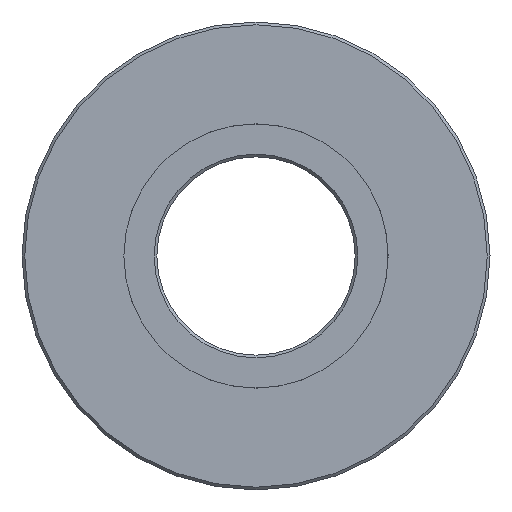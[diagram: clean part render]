
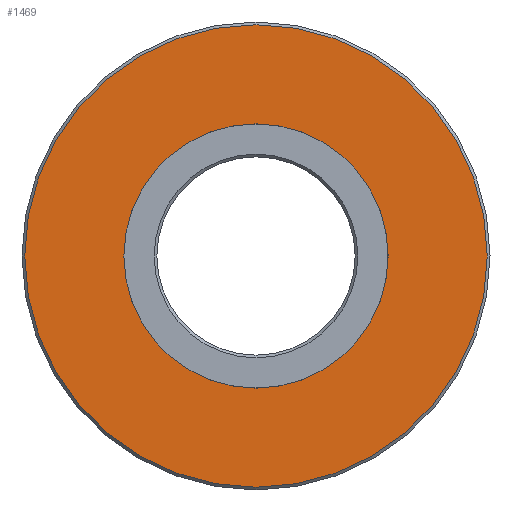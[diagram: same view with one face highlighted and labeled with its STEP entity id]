
A CAD part, left-side view. The second image highlights one B-rep face of the part: STEP entity #1469.
In plain terms, the highlighted planar face has unit normal (-1, 0, 0).
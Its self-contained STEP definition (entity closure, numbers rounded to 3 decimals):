
#278=PLANE($,#1563);
#356=FACE_BOUND($,#473,.T.);
#357=FACE_BOUND($,#474,.T.);
#473=EDGE_LOOP($,(#1041));
#474=EDGE_LOOP($,(#1042));
#590=CIRCLE($,#1562,42.);
#591=CIRCLE($,#1564,24.);
#663=VERTEX_POINT($,#2132);
#664=VERTEX_POINT($,#2135);
#816=EDGE_CURVE($,#663,#663,#590,.T.);
#817=EDGE_CURVE($,#664,#664,#591,.T.);
#1041=ORIENTED_EDGE($,*,*,#817,.T.);
#1042=ORIENTED_EDGE($,*,*,#816,.F.);
#1469=ADVANCED_FACE($,(#356,#357),#278,.T.);
#1562=AXIS2_PLACEMENT_3D($,#2133,#1731,#1732);
#1563=AXIS2_PLACEMENT_3D($,#2134,#1733,#1734);
#1564=AXIS2_PLACEMENT_3D($,#2136,#1735,#1736);
#1731=DIRECTION('center_axis',(1.,0.,0.));
#1732=DIRECTION('ref_axis',(0.,-1.,0.));
#1733=DIRECTION('center_axis',(-1.,0.,0.));
#1734=DIRECTION('ref_axis',(0.,0.,1.));
#1735=DIRECTION('center_axis',(1.,0.,0.));
#1736=DIRECTION('ref_axis',(0.,1.,0.));
#2132=CARTESIAN_POINT('',(0.,42.,0.));
#2133=CARTESIAN_POINT('Origin',(0.,0.,0.));
#2134=CARTESIAN_POINT('Origin',(0.,33.25,0.));
#2135=CARTESIAN_POINT('',(0.,24.,0.));
#2136=CARTESIAN_POINT('Origin',(0.,0.,0.));
